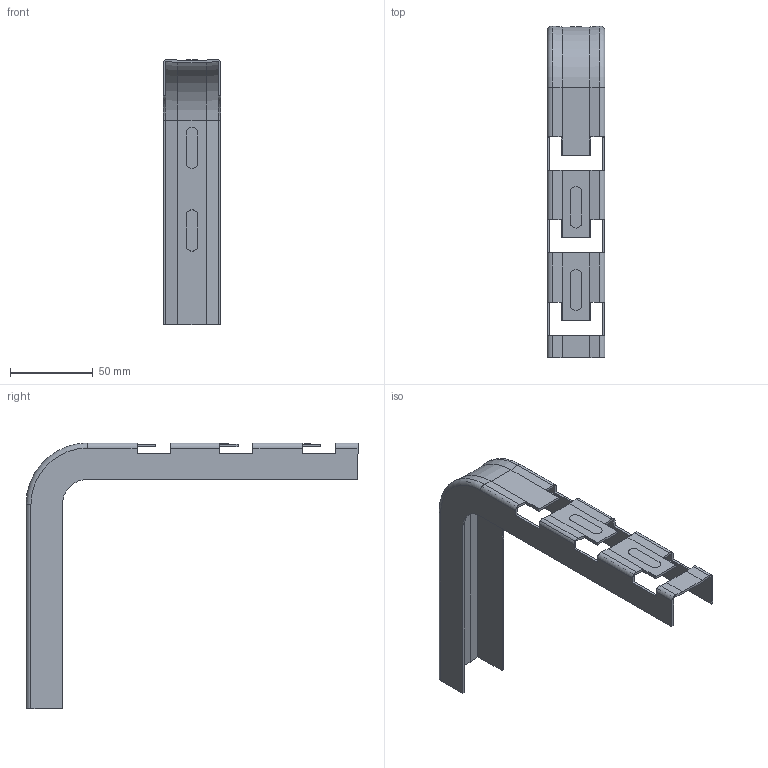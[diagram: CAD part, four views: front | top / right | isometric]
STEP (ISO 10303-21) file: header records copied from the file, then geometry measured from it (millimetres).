
FILE_DESCRIPTION(/* description */ (''),/* implementation_level */ '2;1');
FILE_NAME(/* name */ '556210.stp',/* time_stamp */ '2025-12-05T09:48:35+01:00',/* author */ ('mael.lecharpentier'),/* organization */ (''),/* preprocessor_version */ 'ST-DEVELOPER v20',/* originating_system */ 'AutoCAD Mechanical',/* authorisation */ '');
FILE_SCHEMA (('AUTOMOTIVE_DESIGN { 1 0 10303 214 3 1 1 }'));
Length unit declared in the file: millimetre
Products named in the file (1): Product
Bounding box: 35.02 x 200.62 x 160.62 mm (x, y, z)
Volume: 33886.3 mm3; surface area: 49233.5 mm2
Topology: 1 solids, 9 shells, 92 faces, 284 edges, 196 vertices
Faces by surface type: plane 72, cylinder 14, cone 4, torus 2
Entity records: 3203 total; most frequent: CARTESIAN_POINT 573, ORIENTED_EDGE 536, DIRECTION 520, EDGE_CURVE 284, LINE 234, VECTOR 234, VERTEX_POINT 196, AXIS2_PLACEMENT_3D 143
